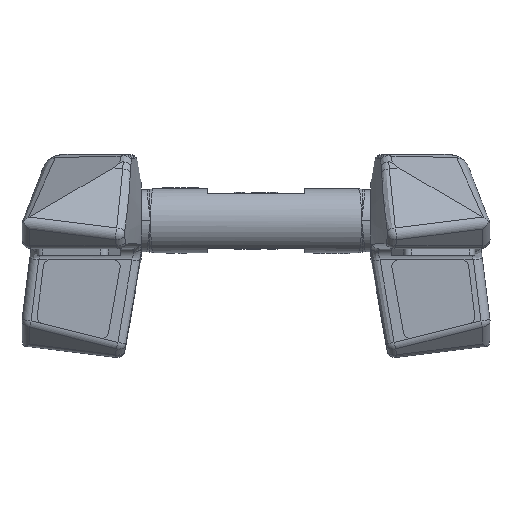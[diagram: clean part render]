
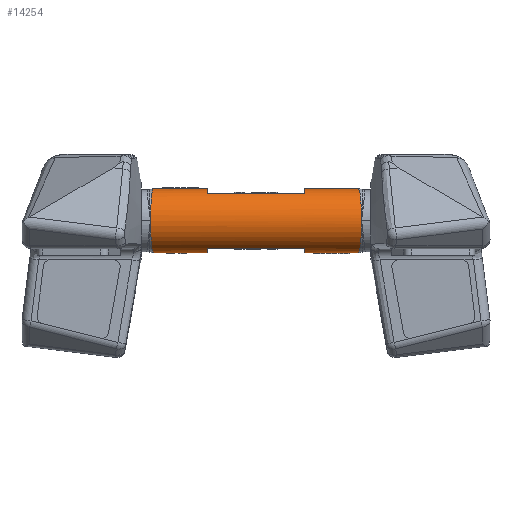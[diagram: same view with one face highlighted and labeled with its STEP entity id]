
A CAD part, front view. The second image highlights one B-rep face of the part: STEP entity #14254.
In plain terms, the highlighted cylindrical face has radius 14.5 mm (diameter 29 mm), a partial arc.
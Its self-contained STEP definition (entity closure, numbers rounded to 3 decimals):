
#6934=CARTESIAN_POINT('',(46.406,14.5,45.));
#6935=CARTESIAN_POINT('',(46.47,14.5,45.692));
#6936=CARTESIAN_POINT('',(46.597,14.401,47.076));
#6937=CARTESIAN_POINT('',(46.784,13.957,49.109));
#6938=CARTESIAN_POINT('',(46.964,13.229,51.057));
#6939=CARTESIAN_POINT('',(47.131,12.231,52.88));
#6940=CARTESIAN_POINT('',(47.284,10.984,54.542));
#6941=CARTESIAN_POINT('',(47.419,9.514,56.008));
#6942=CARTESIAN_POINT('',(47.534,7.852,57.249));
#6943=CARTESIAN_POINT('',(47.625,6.031,58.24));
#6944=CARTESIAN_POINT('',(47.692,4.089,58.963));
#6945=CARTESIAN_POINT('',(47.732,2.065,59.402));
#6946=CARTESIAN_POINT('',(47.741,0.688,59.5));
#6947=CARTESIAN_POINT('',(47.741,0.,59.5));
#6949=CARTESIAN_POINT('',(46.406,-14.5,45.));
#6950=CARTESIAN_POINT('',(46.47,-14.5,45.692));
#6951=CARTESIAN_POINT('',(46.597,-14.401,47.076));
#6952=CARTESIAN_POINT('',(46.784,-13.957,49.109));
#6953=CARTESIAN_POINT('',(46.964,-13.229,51.057));
#6954=CARTESIAN_POINT('',(47.131,-12.231,52.88));
#6955=CARTESIAN_POINT('',(47.284,-10.984,54.542));
#6956=CARTESIAN_POINT('',(47.419,-9.514,56.008));
#6957=CARTESIAN_POINT('',(47.534,-7.852,57.249));
#6958=CARTESIAN_POINT('',(47.625,-6.031,58.24));
#6959=CARTESIAN_POINT('',(47.692,-4.089,58.963));
#6960=CARTESIAN_POINT('',(47.732,-2.065,59.402));
#6961=CARTESIAN_POINT('',(47.741,-0.688,
59.5));
#6962=CARTESIAN_POINT('',(47.741,0.,59.5));
#6964=DIRECTION('',(1.,0.,0.));
#6965=VECTOR('',#6964,24.406);
#6966=CARTESIAN_POINT('',(22.,-14.5,45.));
#6967=LINE('',#6966,#6965);
#6968=CARTESIAN_POINT('',(22.,0.,45.));
#6969=DIRECTION('',(-1.,0.,0.));
#6970=DIRECTION('',(0.,-1.,0.));
#6971=AXIS2_PLACEMENT_3D('',#6968,#6969,#6970);
#6973=DIRECTION('',(1.,0.,0.));
#6974=VECTOR('',#6973,44.);
#6975=CARTESIAN_POINT('',(-22.,-12.5,52.348));
#6976=LINE('',#6975,#6974);
#6977=CARTESIAN_POINT('',(-22.,0.,45.));
#6978=DIRECTION('',(-1.,0.,0.));
#6979=DIRECTION('',(0.,-1.,0.));
#6980=AXIS2_PLACEMENT_3D('',#6977,#6978,#6979);
#6982=DIRECTION('',(1.,0.,0.));
#6983=VECTOR('',#6982,24.406);
#6984=CARTESIAN_POINT('',(-46.406,-14.5,
45.));
#6985=LINE('',#6984,#6983);
#6986=CARTESIAN_POINT('',(-47.741,0.,59.5));
#6987=CARTESIAN_POINT('',(-47.741,-0.688,
59.5));
#6988=CARTESIAN_POINT('',(-47.732,-2.065,
59.402));
#6989=CARTESIAN_POINT('',(-47.692,-4.089,
58.963));
#6990=CARTESIAN_POINT('',(-47.625,-6.031,
58.24));
#6991=CARTESIAN_POINT('',(-47.534,-7.852,
57.249));
#6992=CARTESIAN_POINT('',(-47.419,-9.514,
56.008));
#6993=CARTESIAN_POINT('',(-47.284,-10.984,
54.542));
#6994=CARTESIAN_POINT('',(-47.131,-12.231,
52.88));
#6995=CARTESIAN_POINT('',(-46.964,-13.229,
51.057));
#6996=CARTESIAN_POINT('',(-46.784,-13.957,
49.109));
#6997=CARTESIAN_POINT('',(-46.597,-14.401,
47.076));
#6998=CARTESIAN_POINT('',(-46.47,-14.5,
45.692));
#6999=CARTESIAN_POINT('',(-46.406,-14.5,
45.));
#7001=CARTESIAN_POINT('',(-47.741,0.,59.5));
#7002=CARTESIAN_POINT('',(-47.741,0.688,
59.5));
#7003=CARTESIAN_POINT('',(-47.732,2.065,59.402));
#7004=CARTESIAN_POINT('',(-47.692,4.089,58.963));
#7005=CARTESIAN_POINT('',(-47.625,6.031,58.24));
#7006=CARTESIAN_POINT('',(-47.534,7.852,57.249));
#7007=CARTESIAN_POINT('',(-47.419,9.514,56.008));
#7008=CARTESIAN_POINT('',(-47.284,10.984,54.542));
#7009=CARTESIAN_POINT('',(-47.131,12.231,52.88));
#7010=CARTESIAN_POINT('',(-46.964,13.229,51.057));
#7011=CARTESIAN_POINT('',(-46.784,13.957,49.109));
#7012=CARTESIAN_POINT('',(-46.597,14.401,47.076));
#7013=CARTESIAN_POINT('',(-46.47,14.5,45.692));
#7014=CARTESIAN_POINT('',(-46.406,14.5,45.));
#7016=DIRECTION('',(1.,0.,0.));
#7017=VECTOR('',#7016,24.406);
#7018=CARTESIAN_POINT('',(-46.406,14.5,45.));
#7019=LINE('',#7018,#7017);
#7020=CARTESIAN_POINT('',(-22.,0.,45.));
#7021=DIRECTION('',(1.,0.,0.));
#7022=DIRECTION('',(0.,1.,0.));
#7023=AXIS2_PLACEMENT_3D('',#7020,#7021,#7022);
#7025=DIRECTION('',(1.,0.,0.));
#7026=VECTOR('',#7025,44.);
#7027=CARTESIAN_POINT('',(-22.,12.5,52.348));
#7028=LINE('',#7027,#7026);
#7029=CARTESIAN_POINT('',(22.,0.,45.));
#7030=DIRECTION('',(1.,0.,0.));
#7031=DIRECTION('',(0.,1.,0.));
#7032=AXIS2_PLACEMENT_3D('',#7029,#7030,#7031);
#7034=DIRECTION('',(1.,0.,0.));
#7035=VECTOR('',#7034,24.406);
#7036=CARTESIAN_POINT('',(22.,14.5,45.));
#7037=LINE('',#7036,#7035);
#12484=CARTESIAN_POINT('',(22.,12.5,52.348));
#12486=VERTEX_POINT('',#12484);
#12488=CARTESIAN_POINT('',(-22.,12.5,52.348));
#12490=VERTEX_POINT('',#12488);
#12547=CARTESIAN_POINT('',(22.,14.5,45.));
#12549=VERTEX_POINT('',#12547);
#12551=CARTESIAN_POINT('',(-22.,14.5,45.));
#12553=VERTEX_POINT('',#12551);
#12619=CARTESIAN_POINT('',(22.,-14.5,45.));
#12621=VERTEX_POINT('',#12619);
#12623=CARTESIAN_POINT('',(-22.,-14.5,45.));
#12625=VERTEX_POINT('',#12623);
#12852=CARTESIAN_POINT('',(47.741,0.,59.5));
#12854=VERTEX_POINT('',#12852);
#12859=CARTESIAN_POINT('',(-47.741,0.,59.5));
#12861=VERTEX_POINT('',#12859);
#12864=CARTESIAN_POINT('',(22.,-12.5,52.348));
#12866=VERTEX_POINT('',#12864);
#12868=CARTESIAN_POINT('',(-22.,-12.5,52.348));
#12870=VERTEX_POINT('',#12868);
#12993=CARTESIAN_POINT('',(-46.406,14.5,
45.));
#12994=VERTEX_POINT('',#12993);
#12995=CARTESIAN_POINT('',(46.406,14.5,45.));
#12996=VERTEX_POINT('',#12995);
#13069=CARTESIAN_POINT('',(-46.406,-14.5,
45.));
#13070=VERTEX_POINT('',#13069);
#13071=CARTESIAN_POINT('',(46.406,-14.5,
45.));
#13072=VERTEX_POINT('',#13071);
#14220=CARTESIAN_POINT('',(-99.074,0.,45.));
#14221=DIRECTION('',(1.,0.,0.));
#14222=DIRECTION('',(0.,1.,0.));
#14223=AXIS2_PLACEMENT_3D('',#14220,#14221,#14222);
#14224=CYLINDRICAL_SURFACE('',#14223,14.5);
#14225=ORIENTED_EDGE('',*,*,#14212,.T.);
#14227=ORIENTED_EDGE('',*,*,#14226,.F.);
#14229=ORIENTED_EDGE('',*,*,#14228,.F.);
#14231=ORIENTED_EDGE('',*,*,#14230,.T.);
#14233=ORIENTED_EDGE('',*,*,#14232,.F.);
#14235=ORIENTED_EDGE('',*,*,#14234,.F.);
#14237=ORIENTED_EDGE('',*,*,#14236,.F.);
#14239=ORIENTED_EDGE('',*,*,#14238,.F.);
#14241=ORIENTED_EDGE('',*,*,#14240,.T.);
#14243=ORIENTED_EDGE('',*,*,#14242,.T.);
#14245=ORIENTED_EDGE('',*,*,#14244,.T.);
#14247=ORIENTED_EDGE('',*,*,#14246,.T.);
#14249=ORIENTED_EDGE('',*,*,#14248,.F.);
#14251=ORIENTED_EDGE('',*,*,#14250,.T.);
#14252=EDGE_LOOP('',(#14225,#14227,#14229,#14231,#14233,#14235,#14237,#14239,
#14241,#14243,#14245,#14247,#14249,#14251));
#14253=FACE_OUTER_BOUND('',#14252,.F.);
#14254=ADVANCED_FACE('',(#14253),#14224,.T.);
#6948=B_SPLINE_CURVE_WITH_KNOTS('',3,(#6934,#6935,#6936,#6937,#6938,#6939,#6940,
#6941,#6942,#6943,#6944,#6945,#6946,#6947),.UNSPECIFIED.,.F.,.F.,(4,1,1,1,1,1,1,
1,1,1,1,4),(0.,0.091,0.182,0.273,
0.364,0.455,0.545,0.636,
0.727,0.818,0.909,1.),.UNSPECIFIED.);
#6963=B_SPLINE_CURVE_WITH_KNOTS('',3,(#6949,#6950,#6951,#6952,#6953,#6954,#6955,
#6956,#6957,#6958,#6959,#6960,#6961,#6962),.UNSPECIFIED.,.F.,.F.,(4,1,1,1,1,1,1,
1,1,1,1,4),(0.,0.091,0.182,0.273,
0.364,0.455,0.545,0.636,
0.727,0.818,0.909,1.),.UNSPECIFIED.);
#6972=CIRCLE('',#6971,14.5);
#6981=CIRCLE('',#6980,14.5);
#7000=B_SPLINE_CURVE_WITH_KNOTS('',3,(#6986,#6987,#6988,#6989,#6990,#6991,#6992,
#6993,#6994,#6995,#6996,#6997,#6998,#6999),.UNSPECIFIED.,.F.,.F.,(4,1,1,1,1,1,1,
1,1,1,1,4),(0.,0.091,0.182,0.273,
0.364,0.455,0.545,0.636,
0.727,0.818,0.909,1.),.UNSPECIFIED.);
#7015=B_SPLINE_CURVE_WITH_KNOTS('',3,(#7001,#7002,#7003,#7004,#7005,#7006,#7007,
#7008,#7009,#7010,#7011,#7012,#7013,#7014),.UNSPECIFIED.,.F.,.F.,(4,1,1,1,1,1,1,
1,1,1,1,4),(0.,0.091,0.182,0.273,
0.364,0.455,0.545,0.636,
0.727,0.818,0.909,1.),.UNSPECIFIED.);
#7024=CIRCLE('',#7023,14.5);
#7033=CIRCLE('',#7032,14.5);
#14212=EDGE_CURVE('',#12996,#12854,#6948,.T.);
#14226=EDGE_CURVE('',#13072,#12854,#6963,.T.);
#14228=EDGE_CURVE('',#12621,#13072,#6967,.T.);
#14230=EDGE_CURVE('',#12621,#12866,#6972,.T.);
#14232=EDGE_CURVE('',#12870,#12866,#6976,.T.);
#14234=EDGE_CURVE('',#12625,#12870,#6981,.T.);
#14236=EDGE_CURVE('',#13070,#12625,#6985,.T.);
#14238=EDGE_CURVE('',#12861,#13070,#7000,.T.);
#14240=EDGE_CURVE('',#12861,#12994,#7015,.T.);
#14242=EDGE_CURVE('',#12994,#12553,#7019,.T.);
#14244=EDGE_CURVE('',#12553,#12490,#7024,.T.);
#14246=EDGE_CURVE('',#12490,#12486,#7028,.T.);
#14248=EDGE_CURVE('',#12549,#12486,#7033,.T.);
#14250=EDGE_CURVE('',#12549,#12996,#7037,.T.);
